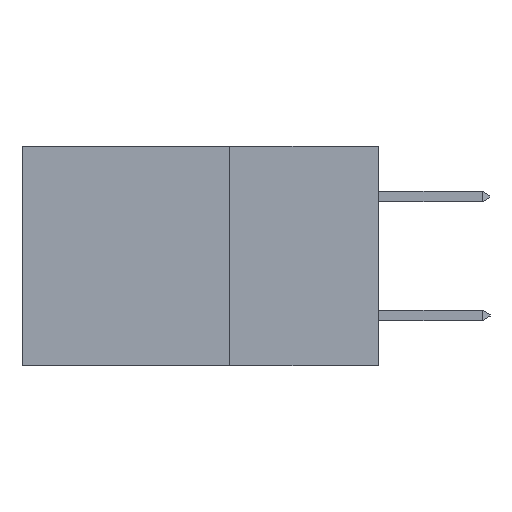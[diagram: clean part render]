
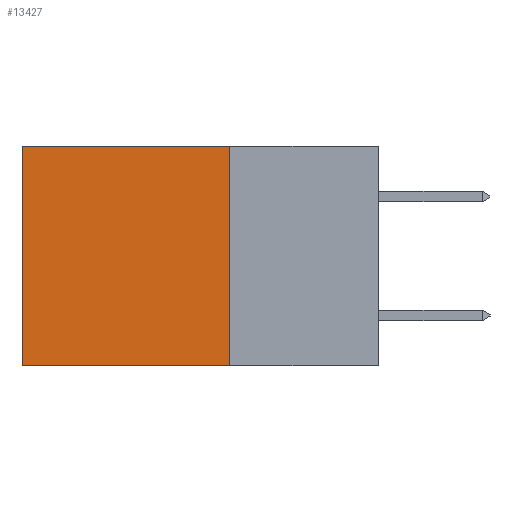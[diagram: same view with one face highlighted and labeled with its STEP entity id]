
A CAD part, left-side view. The second image highlights one B-rep face of the part: STEP entity #13427.
In plain terms, the highlighted planar face has unit normal (-1, 0, 0).
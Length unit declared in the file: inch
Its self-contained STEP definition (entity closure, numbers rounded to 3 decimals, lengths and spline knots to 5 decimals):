
#294 = LINE ( 'NONE', #13202, #11486 ) ;
#635 = VERTEX_POINT ( 'NONE', #3474 ) ;
#1290 = CARTESIAN_POINT ( 'NONE',  ( 0.2615, 0.25, -0.37 ) ) ;
#1660 = ORIENTED_EDGE ( 'NONE', *, *, #5500, .T. ) ;
#2298 = FACE_OUTER_BOUND ( 'NONE', #10943, .T. ) ;
#2414 = VECTOR ( 'NONE', #11097, 39.37008 ) ;
#2517 = CARTESIAN_POINT ( 'NONE',  ( 0.2615, 0.6, 0. ) ) ;
#2809 = EDGE_CURVE ( 'NONE', #10300, #11145, #294, .T. ) ;
#3286 = CARTESIAN_POINT ( 'NONE',  ( 0.2615, 0.25, -0.37 ) ) ;
#3474 = CARTESIAN_POINT ( 'NONE',  ( 0.2615, 0.6, -0.37 ) ) ;
#3803 = DIRECTION ( 'NONE',  ( 0., 1., 0. ) ) ;
#3829 = DIRECTION ( 'NONE',  ( 0., 1., 0. ) ) ;
#3942 = VERTEX_POINT ( 'NONE', #2517 ) ;
#4110 = CARTESIAN_POINT ( 'NONE',  ( 0.2615, 0.25, 0. ) ) ;
#5500 = EDGE_CURVE ( 'NONE', #3942, #635, #10798, .T. ) ;
#5623 = ORIENTED_EDGE ( 'NONE', *, *, #2809, .F. ) ;
#6048 = ORIENTED_EDGE ( 'NONE', *, *, #13539, .F. ) ;
#6398 = PLANE ( 'NONE',  #9400 ) ;
#6763 = DIRECTION ( 'NONE',  ( 0., 0., -1. ) ) ;
#6778 = DIRECTION ( 'NONE',  ( 1., 0., 0. ) ) ;
#7120 = CARTESIAN_POINT ( 'NONE',  ( 0.2615, 0.25, -0.37 ) ) ;
#8750 = VECTOR ( 'NONE', #3803, 39.37008 ) ;
#9085 = LINE ( 'NONE', #4110, #8750 ) ;
#9291 = CARTESIAN_POINT ( 'NONE',  ( 0.2615, 0.25, 0. ) ) ;
#9357 = VECTOR ( 'NONE', #3829, 39.37008 ) ;
#9400 = AXIS2_PLACEMENT_3D ( 'NONE', #7120, #6778, #6763 ) ;
#9894 = DIRECTION ( 'NONE',  ( 0., 0., -1. ) ) ;
#10079 = ORIENTED_EDGE ( 'NONE', *, *, #11893, .T. ) ;
#10300 = VERTEX_POINT ( 'NONE', #9291 ) ;
#10798 = LINE ( 'NONE', #11756, #2414 ) ;
#10943 = EDGE_LOOP ( 'NONE', ( #1660, #6048, #5623, #10079 ) ) ;
#11097 = DIRECTION ( 'NONE',  ( 0., 0., -1. ) ) ;
#11145 = VERTEX_POINT ( 'NONE', #1290 ) ;
#11486 = VECTOR ( 'NONE', #9894, 39.37008 ) ;
#11756 = CARTESIAN_POINT ( 'NONE',  ( 0.2615, 0.6, -0.37 ) ) ;
#11893 = EDGE_CURVE ( 'NONE', #10300, #3942, #9085, .T. ) ;
#12097 = LINE ( 'NONE', #3286, #9357 ) ;
#13202 = CARTESIAN_POINT ( 'NONE',  ( 0.2615, 0.25, -0.37 ) ) ;
#13427 = ADVANCED_FACE ( 'NONE', ( #2298 ), #6398, .F. ) ;
#13539 = EDGE_CURVE ( 'NONE', #11145, #635, #12097, .T. ) ;
